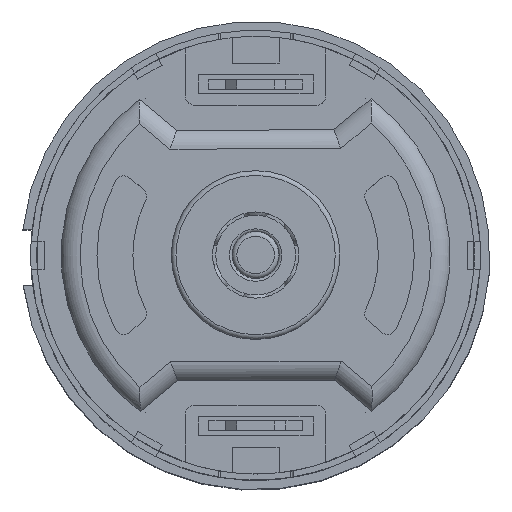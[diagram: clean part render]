
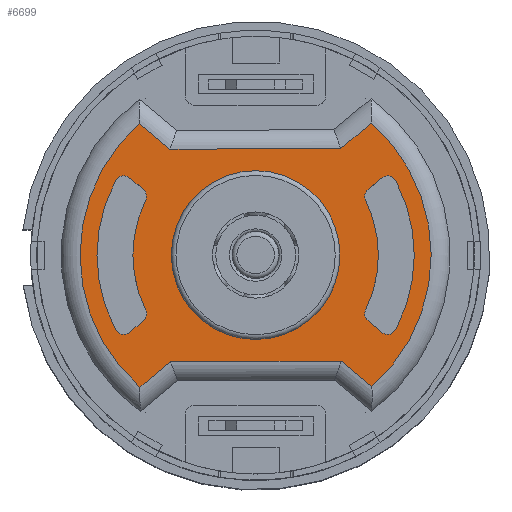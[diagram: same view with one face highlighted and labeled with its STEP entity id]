
A CAD part, top view. The second image highlights one B-rep face of the part: STEP entity #6699.
In plain terms, the highlighted planar face has unit normal (0, 0, 1).
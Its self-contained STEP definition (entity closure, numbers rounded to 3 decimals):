
#593=LINE('',#14318,#1127);
#598=LINE('',#14334,#1132);
#601=LINE('',#14368,#1135);
#602=LINE('',#14372,#1136);
#603=LINE('',#14376,#1137);
#604=LINE('',#14402,#1138);
#605=LINE('',#14406,#1139);
#606=LINE('',#14409,#1140);
#607=LINE('',#14415,#1141);
#608=LINE('',#14423,#1142);
#1127=VECTOR('',#8947,10.);
#1132=VECTOR('',#8966,10.);
#1135=VECTOR('',#8983,2.25);
#1136=VECTOR('',#8988,2.25);
#1137=VECTOR('',#8993,2.25);
#1138=VECTOR('',#9000,2.25);
#1139=VECTOR('',#9005,2.25);
#1140=VECTOR('',#9010,2.25);
#1141=VECTOR('',#9015,10.);
#1142=VECTOR('',#9022,10.);
#1535=FACE_BOUND('',#2221,.T.);
#1536=FACE_BOUND('',#2222,.T.);
#1537=FACE_BOUND('',#2223,.T.);
#1808=FACE_OUTER_BOUND('',#2220,.T.);
#2220=EDGE_LOOP('',(#5694,#5695,#5696,#5697,#5698,#5699,#5700,#5701));
#2221=EDGE_LOOP('',(#5702,#5703,#5704,#5705,#5706,#5707,#5708,#5709));
#2222=EDGE_LOOP('',(#5710,#5711,#5712,#5713,#5714,#5715,#5716,#5717));
#2223=EDGE_LOOP('',(#5718,#5719));
#2598=CIRCLE('',#7388,1.);
#2599=CIRCLE('',#7391,1.);
#2600=CIRCLE('',#7393,13.1);
#2601=CIRCLE('',#7395,1.);
#2602=CIRCLE('',#7398,1.);
#2603=CIRCLE('',#7400,16.93);
#2604=CIRCLE('',#7402,18.734);
#2605=CIRCLE('',#7409,18.734);
#2606=CIRCLE('',#7416,1.);
#2607=CIRCLE('',#7417,1.);
#2608=CIRCLE('',#7418,13.1);
#2609=CIRCLE('',#7419,1.);
#2610=CIRCLE('',#7420,1.);
#2611=CIRCLE('',#7421,16.93);
#2612=CIRCLE('',#7422,9.);
#2613=CIRCLE('',#7423,9.);
#3127=VERTEX_POINT('',#14311);
#3128=VERTEX_POINT('',#14312);
#3129=VERTEX_POINT('',#14317);
#3130=VERTEX_POINT('',#14321);
#3131=VERTEX_POINT('',#14325);
#3132=VERTEX_POINT('',#14329);
#3133=VERTEX_POINT('',#14333);
#3134=VERTEX_POINT('',#14337);
#3135=VERTEX_POINT('',#14343);
#3136=VERTEX_POINT('',#14344);
#3137=VERTEX_POINT('',#14367);
#3138=VERTEX_POINT('',#14371);
#3139=VERTEX_POINT('',#14375);
#3140=VERTEX_POINT('',#14388);
#3141=VERTEX_POINT('',#14401);
#3142=VERTEX_POINT('',#14405);
#3143=VERTEX_POINT('',#14411);
#3144=VERTEX_POINT('',#14412);
#3145=VERTEX_POINT('',#14414);
#3146=VERTEX_POINT('',#14416);
#3147=VERTEX_POINT('',#14418);
#3148=VERTEX_POINT('',#14420);
#3149=VERTEX_POINT('',#14422);
#3150=VERTEX_POINT('',#14424);
#3151=VERTEX_POINT('',#14427);
#3152=VERTEX_POINT('',#14428);
#3997=EDGE_CURVE('',#3127,#3128,#2598,.T.);
#4000=EDGE_CURVE('',#3129,#3128,#593,.T.);
#4002=EDGE_CURVE('',#3129,#3130,#2599,.T.);
#4004=EDGE_CURVE('',#3131,#3130,#2600,.T.);
#4006=EDGE_CURVE('',#3131,#3132,#2601,.T.);
#4008=EDGE_CURVE('',#3133,#3132,#598,.T.);
#4010=EDGE_CURVE('',#3133,#3134,#2602,.T.);
#4012=EDGE_CURVE('',#3127,#3134,#2603,.T.);
#4013=EDGE_CURVE('',#3135,#3136,#2604,.T.);
#4016=EDGE_CURVE('',#3136,#3137,#601,.T.);
#4018=EDGE_CURVE('',#3137,#3138,#602,.T.);
#4020=EDGE_CURVE('',#3138,#3139,#603,.T.);
#4022=EDGE_CURVE('',#3139,#3140,#2605,.T.);
#4024=EDGE_CURVE('',#3140,#3141,#604,.T.);
#4026=EDGE_CURVE('',#3141,#3142,#605,.T.);
#4028=EDGE_CURVE('',#3142,#3135,#606,.T.);
#4029=EDGE_CURVE('',#3143,#3144,#2606,.T.);
#4030=EDGE_CURVE('',#3145,#3144,#607,.T.);
#4031=EDGE_CURVE('',#3145,#3146,#2607,.T.);
#4032=EDGE_CURVE('',#3147,#3146,#2608,.T.);
#4033=EDGE_CURVE('',#3147,#3148,#2609,.T.);
#4034=EDGE_CURVE('',#3149,#3148,#608,.T.);
#4035=EDGE_CURVE('',#3149,#3150,#2610,.T.);
#4036=EDGE_CURVE('',#3143,#3150,#2611,.T.);
#4037=EDGE_CURVE('',#3151,#3152,#2612,.T.);
#4038=EDGE_CURVE('',#3152,#3151,#2613,.T.);
#5694=ORIENTED_EDGE('',*,*,#4013,.F.);
#5695=ORIENTED_EDGE('',*,*,#4028,.F.);
#5696=ORIENTED_EDGE('',*,*,#4026,.F.);
#5697=ORIENTED_EDGE('',*,*,#4024,.F.);
#5698=ORIENTED_EDGE('',*,*,#4022,.F.);
#5699=ORIENTED_EDGE('',*,*,#4020,.F.);
#5700=ORIENTED_EDGE('',*,*,#4018,.F.);
#5701=ORIENTED_EDGE('',*,*,#4016,.F.);
#5702=ORIENTED_EDGE('',*,*,#4029,.T.);
#5703=ORIENTED_EDGE('',*,*,#4030,.F.);
#5704=ORIENTED_EDGE('',*,*,#4031,.T.);
#5705=ORIENTED_EDGE('',*,*,#4032,.F.);
#5706=ORIENTED_EDGE('',*,*,#4033,.T.);
#5707=ORIENTED_EDGE('',*,*,#4034,.F.);
#5708=ORIENTED_EDGE('',*,*,#4035,.T.);
#5709=ORIENTED_EDGE('',*,*,#4036,.F.);
#5710=ORIENTED_EDGE('',*,*,#4012,.T.);
#5711=ORIENTED_EDGE('',*,*,#4010,.F.);
#5712=ORIENTED_EDGE('',*,*,#4008,.T.);
#5713=ORIENTED_EDGE('',*,*,#4006,.F.);
#5714=ORIENTED_EDGE('',*,*,#4004,.T.);
#5715=ORIENTED_EDGE('',*,*,#4002,.F.);
#5716=ORIENTED_EDGE('',*,*,#4000,.T.);
#5717=ORIENTED_EDGE('',*,*,#3997,.F.);
#5718=ORIENTED_EDGE('',*,*,#4037,.F.);
#5719=ORIENTED_EDGE('',*,*,#4038,.F.);
#6319=PLANE('',#7415);
#6699=ADVANCED_FACE('',(#1808,#1535,#1536,#1537),#6319,.T.);
#7388=AXIS2_PLACEMENT_3D('',#14313,#8941,#8942);
#7391=AXIS2_PLACEMENT_3D('',#14322,#8951,#8952);
#7393=AXIS2_PLACEMENT_3D('',#14326,#8956,#8957);
#7395=AXIS2_PLACEMENT_3D('',#14330,#8961,#8962);
#7398=AXIS2_PLACEMENT_3D('',#14338,#8970,#8971);
#7400=AXIS2_PLACEMENT_3D('',#14341,#8975,#8976);
#7402=AXIS2_PLACEMENT_3D('',#14345,#8979,#8980);
#7409=AXIS2_PLACEMENT_3D('',#14389,#8996,#8997);
#7415=AXIS2_PLACEMENT_3D('',#14410,#9011,#9012);
#7416=AXIS2_PLACEMENT_3D('',#14413,#9013,#9014);
#7417=AXIS2_PLACEMENT_3D('',#14417,#9016,#9017);
#7418=AXIS2_PLACEMENT_3D('',#14419,#9018,#9019);
#7419=AXIS2_PLACEMENT_3D('',#14421,#9020,#9021);
#7420=AXIS2_PLACEMENT_3D('',#14425,#9023,#9024);
#7421=AXIS2_PLACEMENT_3D('',#14426,#9025,#9026);
#7422=AXIS2_PLACEMENT_3D('',#14429,#9027,#9028);
#7423=AXIS2_PLACEMENT_3D('',#14430,#9029,#9030);
#8941=DIRECTION('center_axis',(0.,0.,1.));
#8942=DIRECTION('ref_axis',(-0.191,-0.982,0.));
#8947=DIRECTION('',(-0.766,-0.643,0.));
#8951=DIRECTION('center_axis',(0.,0.,1.));
#8952=DIRECTION('ref_axis',(0.979,-0.205,0.));
#8956=DIRECTION('center_axis',(0.,0.,1.));
#8957=DIRECTION('ref_axis',(-1.,0.,0.));
#8961=DIRECTION('center_axis',(0.,0.,1.));
#8962=DIRECTION('ref_axis',(0.979,0.205,0.));
#8966=DIRECTION('',(0.766,-0.643,0.));
#8970=DIRECTION('center_axis',(0.,0.,1.));
#8971=DIRECTION('ref_axis',(-0.191,0.982,0.));
#8975=DIRECTION('center_axis',(0.,0.,-1.));
#8976=DIRECTION('ref_axis',(-1.,0.,0.));
#8979=DIRECTION('center_axis',(0.,0.,-1.));
#8980=DIRECTION('ref_axis',(-1.,-0.003,0.));
#8983=DIRECTION('',(-0.769,0.639,0.));
#8988=DIRECTION('',(-1.,-0.003,0.));
#8993=DIRECTION('',(-0.766,-0.643,0.));
#8996=DIRECTION('center_axis',(0.,0.,-1.));
#8997=DIRECTION('ref_axis',(1.,0.003,0.));
#9000=DIRECTION('',(0.769,-0.639,0.));
#9005=DIRECTION('',(1.,0.003,0.));
#9010=DIRECTION('',(0.766,0.643,0.));
#9011=DIRECTION('center_axis',(0.,0.,1.));
#9012=DIRECTION('ref_axis',(-1.,0.,0.));
#9013=DIRECTION('center_axis',(0.,0.,-1.));
#9014=DIRECTION('ref_axis',(0.191,-0.982,0.));
#9015=DIRECTION('',(0.766,-0.643,0.));
#9016=DIRECTION('center_axis',(0.,0.,-1.));
#9017=DIRECTION('ref_axis',(-0.979,-0.205,0.));
#9018=DIRECTION('center_axis',(0.,0.,-1.));
#9019=DIRECTION('ref_axis',(1.,0.,0.));
#9020=DIRECTION('center_axis',(0.,0.,-1.));
#9021=DIRECTION('ref_axis',(-0.979,0.205,0.));
#9022=DIRECTION('',(-0.766,-0.643,0.));
#9023=DIRECTION('center_axis',(0.,0.,-1.));
#9024=DIRECTION('ref_axis',(0.191,0.982,0.));
#9025=DIRECTION('center_axis',(0.,0.,1.));
#9026=DIRECTION('ref_axis',(1.,0.,0.));
#9027=DIRECTION('center_axis',(0.,0.,1.));
#9028=DIRECTION('ref_axis',(1.,0.,0.));
#9029=DIRECTION('center_axis',(0.,0.,1.));
#9030=DIRECTION('ref_axis',(1.,0.,0.));
#14311=CARTESIAN_POINT('',(-14.958,-7.929,70.25));
#14312=CARTESIAN_POINT('',(-13.432,-8.227,70.25));
#14313=CARTESIAN_POINT('Origin',(-14.075,-7.461,70.25));
#14317=CARTESIAN_POINT('',(-11.994,-7.021,70.25));
#14318=CARTESIAN_POINT('',(-6.436,-2.357,70.25));
#14321=CARTESIAN_POINT('',(-11.741,-5.811,70.25));
#14322=CARTESIAN_POINT('Origin',(-12.637,-6.255,70.25));
#14325=CARTESIAN_POINT('',(-11.741,5.811,70.25));
#14326=CARTESIAN_POINT('Origin',(0.,0.,70.25));
#14329=CARTESIAN_POINT('',(-11.994,7.021,70.25));
#14330=CARTESIAN_POINT('Origin',(-12.637,6.255,70.25));
#14333=CARTESIAN_POINT('',(-13.432,8.227,70.25));
#14334=CARTESIAN_POINT('',(-7.921,3.603,70.25));
#14337=CARTESIAN_POINT('',(-14.958,7.929,70.25));
#14338=CARTESIAN_POINT('Origin',(-14.075,7.461,70.25));
#14341=CARTESIAN_POINT('Origin',(0.,0.,70.25));
#14343=CARTESIAN_POINT('',(12.344,14.093,70.25));
#14344=CARTESIAN_POINT('',(12.415,-14.03,70.25));
#14345=CARTESIAN_POINT('Origin',(0.,0.,70.25));
#14367=CARTESIAN_POINT('',(9.141,-11.311,70.25));
#14368=CARTESIAN_POINT('',(3.938,-6.99,70.25));
#14371=CARTESIAN_POINT('',(-9.084,-11.357,70.25));
#14372=CARTESIAN_POINT('',(-4.162,-11.345,70.25));
#14375=CARTESIAN_POINT('',(-12.344,-14.093,70.25));
#14376=CARTESIAN_POINT('',(-5.886,-8.674,70.25));
#14388=CARTESIAN_POINT('',(-12.415,14.03,70.25));
#14389=CARTESIAN_POINT('Origin',(0.,0.,70.25));
#14401=CARTESIAN_POINT('',(-9.141,11.311,70.25));
#14402=CARTESIAN_POINT('',(-3.938,6.99,70.25));
#14405=CARTESIAN_POINT('',(9.084,11.357,70.25));
#14406=CARTESIAN_POINT('',(4.162,11.345,70.25));
#14409=CARTESIAN_POINT('',(5.886,8.674,70.25));
#14410=CARTESIAN_POINT('Origin',(0.,0.,70.25));
#14411=CARTESIAN_POINT('',(14.958,-7.929,70.25));
#14412=CARTESIAN_POINT('',(13.432,-8.227,70.25));
#14413=CARTESIAN_POINT('Origin',(14.075,-7.461,70.25));
#14414=CARTESIAN_POINT('',(11.994,-7.021,70.25));
#14415=CARTESIAN_POINT('',(6.436,-2.357,70.25));
#14416=CARTESIAN_POINT('',(11.741,-5.811,70.25));
#14417=CARTESIAN_POINT('Origin',(12.637,-6.255,70.25));
#14418=CARTESIAN_POINT('',(11.741,5.811,70.25));
#14419=CARTESIAN_POINT('Origin',(0.,0.,70.25));
#14420=CARTESIAN_POINT('',(11.994,7.021,70.25));
#14421=CARTESIAN_POINT('Origin',(12.637,6.255,70.25));
#14422=CARTESIAN_POINT('',(13.432,8.227,70.25));
#14423=CARTESIAN_POINT('',(7.921,3.603,70.25));
#14424=CARTESIAN_POINT('',(14.958,7.929,70.25));
#14425=CARTESIAN_POINT('Origin',(14.075,7.461,70.25));
#14426=CARTESIAN_POINT('Origin',(0.,0.,70.25));
#14427=CARTESIAN_POINT('',(9.,0.,70.25));
#14428=CARTESIAN_POINT('',(-9.,0.,70.25));
#14429=CARTESIAN_POINT('Origin',(0.,0.,70.25));
#14430=CARTESIAN_POINT('Origin',(0.,0.,70.25));
